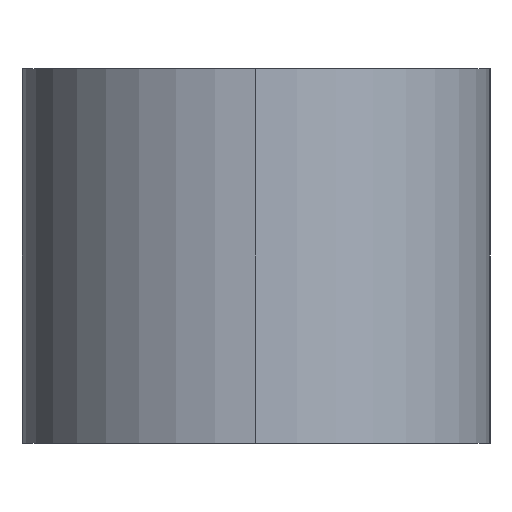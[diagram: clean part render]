
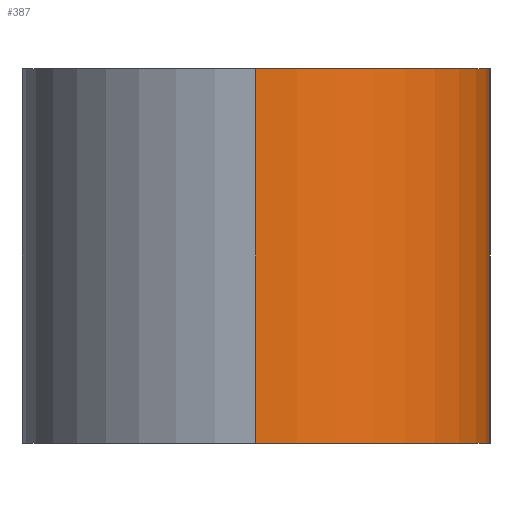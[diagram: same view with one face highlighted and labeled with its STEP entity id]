
A CAD part, left-side view. The second image highlights one B-rep face of the part: STEP entity #387.
In plain terms, the highlighted cylindrical face has radius 12.5 mm (diameter 25 mm), a partial arc.
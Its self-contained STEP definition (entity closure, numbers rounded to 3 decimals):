
#13 = CARTESIAN_POINT ( 'NONE',  ( 0., -12.5, -10. ) ) ;
#22 = ORIENTED_EDGE ( 'NONE', *, *, #192, .T. ) ;
#25 = AXIS2_PLACEMENT_3D ( 'NONE', #399, #178, #336 ) ;
#56 = EDGE_CURVE ( 'NONE', #317, #249, #269, .T. ) ;
#67 = DIRECTION ( 'NONE',  ( 1., 0., 0. ) ) ;
#83 = DIRECTION ( 'NONE',  ( 0., 0., -1. ) ) ;
#87 = CARTESIAN_POINT ( 'NONE',  ( -12.5, 0., -10. ) ) ;
#92 = DIRECTION ( 'NONE',  ( 0., 0., -1. ) ) ;
#118 = VECTOR ( 'NONE', #83, 1000. ) ;
#122 = EDGE_LOOP ( 'NONE', ( #275, #22, #181, #284 ) ) ;
#128 = CYLINDRICAL_SURFACE ( 'NONE', #417, 12.5 ) ;
#136 = VECTOR ( 'NONE', #254, 1000. ) ;
#139 = DIRECTION ( 'NONE',  ( 0., 0., 1. ) ) ;
#163 = DIRECTION ( 'NONE',  ( -1., 0., 0. ) ) ;
#176 = LINE ( 'NONE', #308, #118 ) ;
#178 = DIRECTION ( 'NONE',  ( 0., 0., 1. ) ) ;
#180 = CARTESIAN_POINT ( 'NONE',  ( 0., -12.5, 10. ) ) ;
#181 = ORIENTED_EDGE ( 'NONE', *, *, #56, .T. ) ;
#191 = LINE ( 'NONE', #339, #136 ) ;
#192 = EDGE_CURVE ( 'NONE', #288, #317, #176, .T. ) ;
#206 = VERTEX_POINT ( 'NONE', #180 ) ;
#249 = VERTEX_POINT ( 'NONE', #13 ) ;
#254 = DIRECTION ( 'NONE',  ( 0., 0., -1. ) ) ;
#255 = AXIS2_PLACEMENT_3D ( 'NONE', #393, #139, #67 ) ;
#267 = EDGE_CURVE ( 'NONE', #288, #206, #412, .T. ) ;
#269 = CIRCLE ( 'NONE', #255, 12.5 ) ;
#275 = ORIENTED_EDGE ( 'NONE', *, *, #267, .F. ) ;
#284 = ORIENTED_EDGE ( 'NONE', *, *, #301, .F. ) ;
#288 = VERTEX_POINT ( 'NONE', #303 ) ;
#301 = EDGE_CURVE ( 'NONE', #206, #249, #191, .T. ) ;
#303 = CARTESIAN_POINT ( 'NONE',  ( -12.5, 0., 10. ) ) ;
#308 = CARTESIAN_POINT ( 'NONE',  ( -12.5, 0., 10. ) ) ;
#317 = VERTEX_POINT ( 'NONE', #87 ) ;
#336 = DIRECTION ( 'NONE',  ( 1., 0., 0. ) ) ;
#339 = CARTESIAN_POINT ( 'NONE',  ( 0., -12.5, 10. ) ) ;
#378 = CARTESIAN_POINT ( 'NONE',  ( 0., 0., 10. ) ) ;
#387 = ADVANCED_FACE ( 'NONE', ( #413 ), #128, .T. ) ;
#393 = CARTESIAN_POINT ( 'NONE',  ( 0., 0., -10. ) ) ;
#399 = CARTESIAN_POINT ( 'NONE',  ( 0., 0., 10. ) ) ;
#412 = CIRCLE ( 'NONE', #25, 12.5 ) ;
#413 = FACE_OUTER_BOUND ( 'NONE', #122, .T. ) ;
#417 = AXIS2_PLACEMENT_3D ( 'NONE', #378, #92, #163 ) ;
